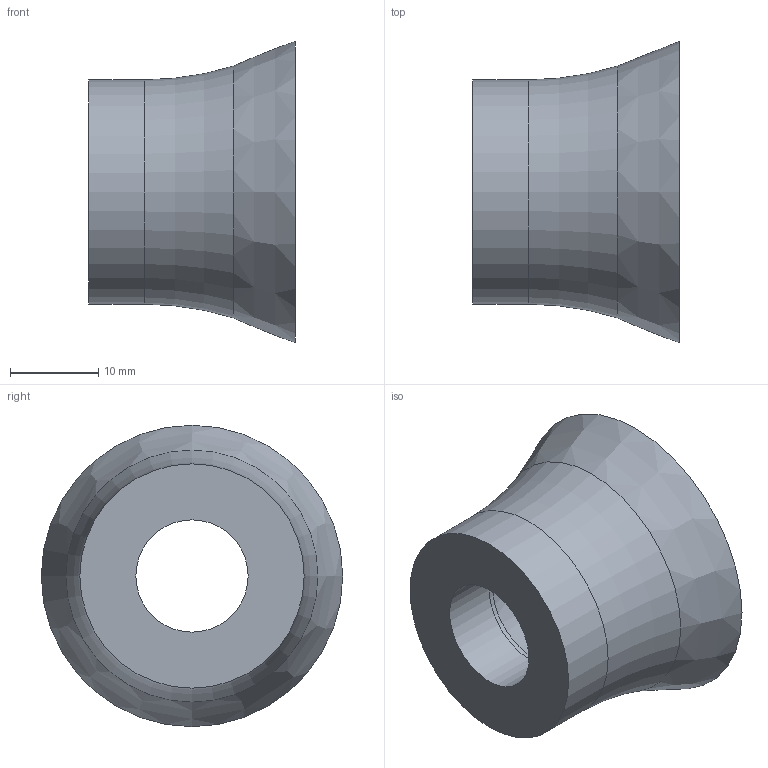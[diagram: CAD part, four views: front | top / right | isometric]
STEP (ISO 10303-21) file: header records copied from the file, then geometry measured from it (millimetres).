
FILE_DESCRIPTION(/* description */ (''),/* implementation_level */ '2;1');
FILE_NAME(/* name */ 'Nozzle 1-26_ipt_cef1b7cc.STEP',/* time_stamp */ '2018-02-13T23:11:21-05:00',/* author */ ('Todd'),/* organization */ (''),/* preprocessor_version */ 'ST-DEVELOPER v16.13',/* originating_system */ 'Autodesk Inventor 2018',/* authorisation */ '');
FILE_SCHEMA (('AUTOMOTIVE_DESIGN { 1 0 10303 214 3 1 1 }'));
Length unit declared in the file: inch
Products named in the file (1): Nozzle 1-26
Bounding box: 23.42 x 34.15 x 34.15 mm (x, y, z)
Volume: 7484.4 mm3; surface area: 4250.8 mm2
Topology: 1 solids, 1 shells, 8 faces, 14 edges, 8 vertices
Faces by surface type: torus 2, cylinder 2, plane 2, bspline 2
Full cylindrical faces by diameter (mm): 12.722 x1, 25.422 x1
Entity records: 313 total; most frequent: CARTESIAN_POINT 133, DIRECTION 30, ORIENTED_EDGE 20, AXIS2_PLACEMENT_3D 15, EDGE_LOOP 14, EDGE_CURVE 10, FACE_OUTER_BOUND 8, CIRCLE 8
